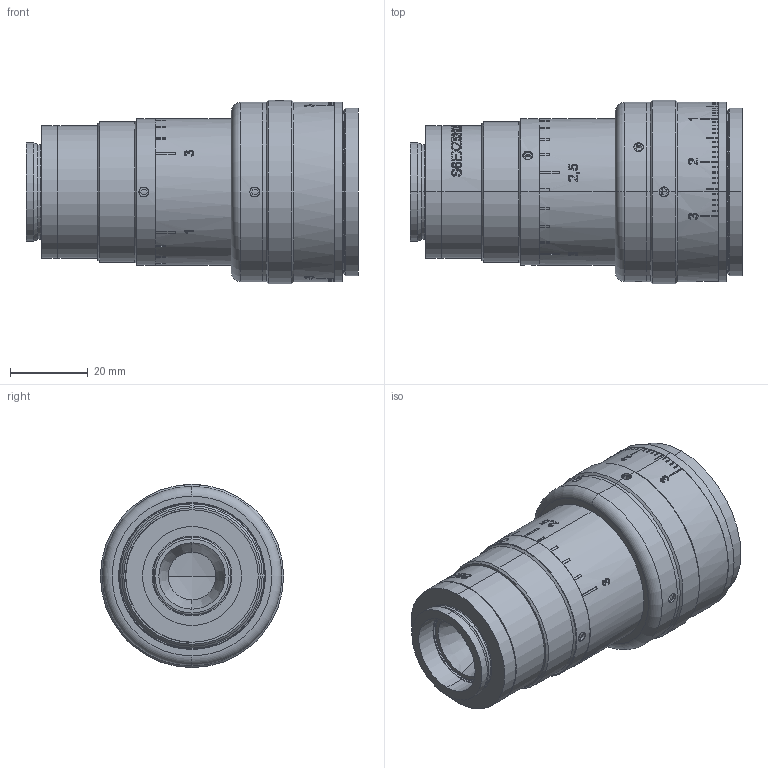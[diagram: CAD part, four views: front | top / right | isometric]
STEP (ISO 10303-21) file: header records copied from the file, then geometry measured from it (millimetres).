
FILE_DESCRIPTION (( 'STEP AP203' ), '1' );
FILE_NAME ('S6EXZ5310_328_04.STEP', '2015-09-14T08:46:45', ( 'poweredge' ), ( 'Hewlett-Packard Company' ), 'SwSTEP 2.0', 'SolidWorks 2014', '' );
FILE_SCHEMA (( 'CONFIG_CONTROL_DESIGN' ));
Length unit declared in the file: millimetre
Products named in the file (1): S6EXZ5310_328_04
Bounding box: 85.18 x 47 x 47 mm (x, y, z)
Surface area: 24220.1 mm2 (no closed solid volume)
Topology: 0 solids, 19 shells, 808 faces, 2895 edges, 1982 vertices
Faces by surface type: plane 346, bspline 236, cylinder 183, cone 26, torus 15, sphere 2
Entity records: 57523 total; most frequent: CARTESIAN_POINT 35534, ORIENTED_EDGE 4791, DIRECTION 3596, EDGE_CURVE 2895, VERTEX_POINT 1982, AXIS2_PLACEMENT_3D 1265, B_SPLINE_CURVE_WITH_KNOTS 1137, LINE 1066
